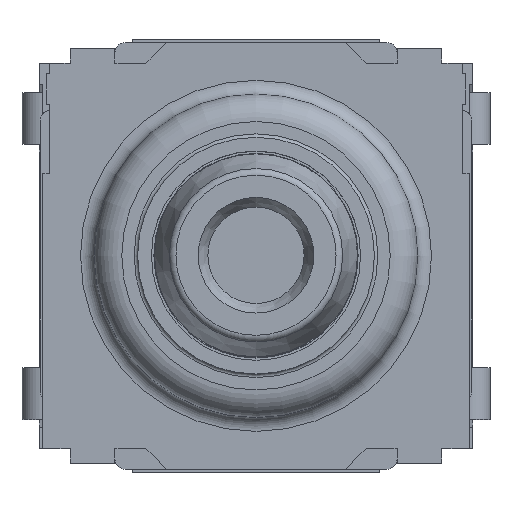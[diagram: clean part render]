
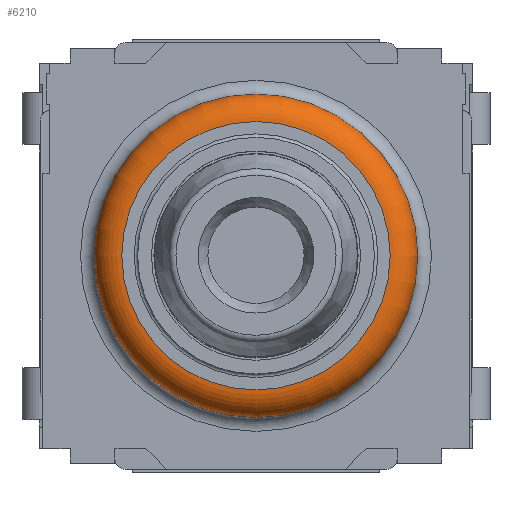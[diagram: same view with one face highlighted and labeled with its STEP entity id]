
A CAD part, top view. The second image highlights one B-rep face of the part: STEP entity #6210.
In plain terms, the highlighted toroidal (fillet/blend) face has major radius 1.95 mm and minor radius 0.4 mm.
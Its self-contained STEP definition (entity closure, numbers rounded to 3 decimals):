
#20=TOROIDAL_SURFACE('',#6601,1.95,0.4);
#244=FACE_OUTER_BOUND('',#551,.T.);
#551=EDGE_LOOP('',(#4482,#4483,#4484,#4485,#4486,#4487));
#835=CIRCLE('',#6599,1.95);
#836=CIRCLE('',#6600,1.95);
#837=CIRCLE('',#6602,2.35);
#838=CIRCLE('',#6603,2.35);
#839=CIRCLE('',#6604,0.4);
#2640=VERTEX_POINT('',#9540);
#2641=VERTEX_POINT('',#9541);
#2642=VERTEX_POINT('',#9545);
#2643=VERTEX_POINT('',#9546);
#3332=EDGE_CURVE('',#2640,#2641,#835,.T.);
#3333=EDGE_CURVE('',#2641,#2640,#836,.T.);
#3334=EDGE_CURVE('',#2642,#2643,#837,.T.);
#3335=EDGE_CURVE('',#2643,#2642,#838,.T.);
#3336=EDGE_CURVE('',#2643,#2641,#839,.T.);
#4482=ORIENTED_EDGE('',*,*,#3334,.F.);
#4483=ORIENTED_EDGE('',*,*,#3335,.F.);
#4484=ORIENTED_EDGE('',*,*,#3336,.T.);
#4485=ORIENTED_EDGE('',*,*,#3333,.T.);
#4486=ORIENTED_EDGE('',*,*,#3332,.T.);
#4487=ORIENTED_EDGE('',*,*,#3336,.F.);
#6210=ADVANCED_FACE('',(#244),#20,.T.);
#6599=AXIS2_PLACEMENT_3D('',#9542,#7617,#7618);
#6600=AXIS2_PLACEMENT_3D('',#9543,#7619,#7620);
#6601=AXIS2_PLACEMENT_3D('',#9544,#7621,#7622);
#6602=AXIS2_PLACEMENT_3D('',#9547,#7623,#7624);
#6603=AXIS2_PLACEMENT_3D('',#9548,#7625,#7626);
#6604=AXIS2_PLACEMENT_3D('',#9549,#7627,#7628);
#7617=DIRECTION('center_axis',(0.,0.,
-1.));
#7618=DIRECTION('ref_axis',(0.,-1.,0.));
#7619=DIRECTION('center_axis',(0.,0.,
-1.));
#7620=DIRECTION('ref_axis',(0.,-1.,0.));
#7621=DIRECTION('center_axis',(0.,0.,
-1.));
#7622=DIRECTION('ref_axis',(0.,-1.,0.));
#7623=DIRECTION('center_axis',(0.,0.,
-1.));
#7624=DIRECTION('ref_axis',(0.,-1.,0.));
#7625=DIRECTION('center_axis',(0.,0.,
-1.));
#7626=DIRECTION('ref_axis',(0.,-1.,0.));
#7627=DIRECTION('center_axis',(1.,0.,0.));
#7628=DIRECTION('ref_axis',(0.,1.,0.));
#9540=CARTESIAN_POINT('',(0.,-1.95,3.946));
#9541=CARTESIAN_POINT('',(0.,1.95,3.946));
#9542=CARTESIAN_POINT('Origin',(0.,0.,
3.946));
#9543=CARTESIAN_POINT('Origin',(0.,0.,
3.946));
#9544=CARTESIAN_POINT('Origin',(0.,0.,
3.546));
#9545=CARTESIAN_POINT('',(0.,-2.35,3.546));
#9546=CARTESIAN_POINT('',(0.,2.35,3.546));
#9547=CARTESIAN_POINT('Origin',(0.,0.,
3.546));
#9548=CARTESIAN_POINT('Origin',(0.,0.,
3.546));
#9549=CARTESIAN_POINT('Origin',(0.,1.95,3.546));
